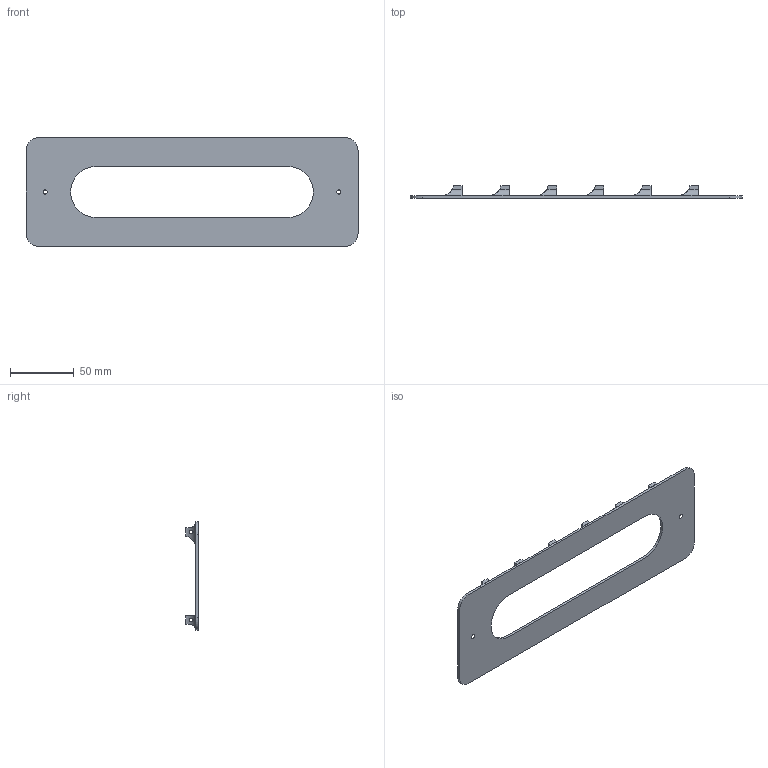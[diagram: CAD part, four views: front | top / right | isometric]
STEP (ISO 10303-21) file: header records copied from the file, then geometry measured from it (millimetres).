
FILE_DESCRIPTION (( 'STEP AP203' ), '1' );
FILE_NAME ('Suport Drivers E_Predeterminado_sldprt.STEP', '2024-02-29T15:20:34', ( '' ), ( '' ), 'SwSTEP 2.0', 'SolidWorks 2022', '' );
FILE_SCHEMA (( 'CONFIG_CONTROL_DESIGN' ));
Length unit declared in the file: millimetre
Products named in the file (1): Suport Drivers E_Predeterminado_sldprt
Bounding box: 260 x 10 x 85 mm (x, y, z)
Volume: 36358.1 mm3; surface area: 34821.6 mm2
Topology: 1 solids, 1 shells, 114 faces, 312 edges, 200 vertices
Faces by surface type: cylinder 60, plane 50, cone 4
Entity records: 4453 total; most frequent: CARTESIAN_POINT 1449, ORIENTED_EDGE 624, DIRECTION 580, EDGE_CURVE 312, VERTEX_POINT 200, AXIS2_PLACEMENT_3D 195, LINE 190, VECTOR 190
